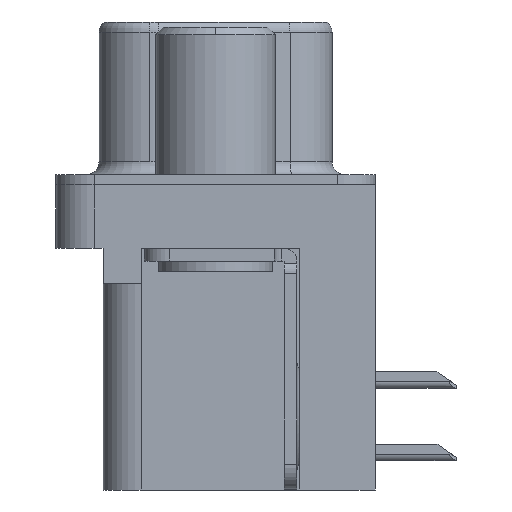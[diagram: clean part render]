
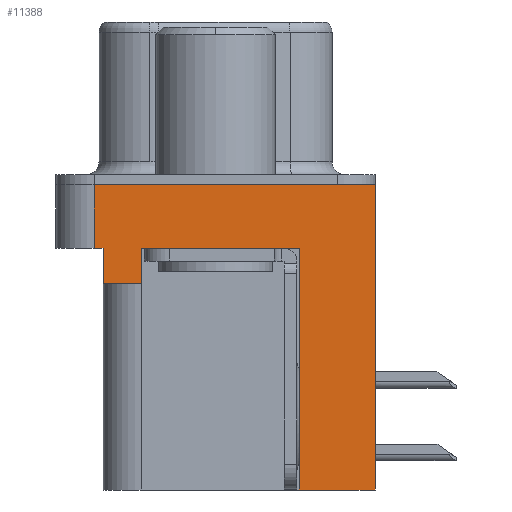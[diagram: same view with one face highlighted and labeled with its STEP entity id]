
A CAD part, left-side view. The second image highlights one B-rep face of the part: STEP entity #11388.
In plain terms, the highlighted planar face has unit normal (-1, 0, 0).
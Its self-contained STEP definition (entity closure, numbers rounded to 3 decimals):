
#24 = CARTESIAN_POINT ( 'NONE',  ( -2.935, 4.425, -2.5 ) ) ;
#304 = VECTOR ( 'NONE', #10493, 1000. ) ;
#432 = EDGE_CURVE ( 'NONE', #1802, #2987, #14131, .T. ) ;
#1233 = VERTEX_POINT ( 'NONE', #14698 ) ;
#1322 = DIRECTION ( 'NONE',  ( 0., 1., 0. ) ) ;
#1432 = VECTOR ( 'NONE', #18096, 1000. ) ;
#1684 = CARTESIAN_POINT ( 'NONE',  ( -2.935, 4.425, -3.9 ) ) ;
#1802 = VERTEX_POINT ( 'NONE', #19171 ) ;
#1972 = VECTOR ( 'NONE', #4536, 1000. ) ;
#2441 = VECTOR ( 'NONE', #11698, 1000. ) ;
#2563 = EDGE_LOOP ( 'NONE', ( #3287, #16957, #5940, #10441, #20583, #3607, #3125, #14447, #18192, #8133 ) ) ;
#2622 = CARTESIAN_POINT ( 'NONE',  ( -2.935, 4.775, -2.5 ) ) ;
#2773 = LINE ( 'NONE', #11214, #3775 ) ;
#2932 = PLANE ( 'NONE',  #7003 ) ;
#2987 = VERTEX_POINT ( 'NONE', #24 ) ;
#3125 = ORIENTED_EDGE ( 'NONE', *, *, #18721, .T. ) ;
#3287 = ORIENTED_EDGE ( 'NONE', *, *, #6810, .F. ) ;
#3329 = LINE ( 'NONE', #8260, #8941 ) ;
#3607 = ORIENTED_EDGE ( 'NONE', *, *, #8561, .T. ) ;
#3775 = VECTOR ( 'NONE', #1322, 1000. ) ;
#4494 = LINE ( 'NONE', #2622, #12395 ) ;
#4536 = DIRECTION ( 'NONE',  ( 0., 0., 1. ) ) ;
#4548 = CARTESIAN_POINT ( 'NONE',  ( -2.935, 2.895, -3.9 ) ) ;
#5186 = EDGE_CURVE ( 'NONE', #17286, #2987, #9369, .T. ) ;
#5255 = VERTEX_POINT ( 'NONE', #17881 ) ;
#5372 = CARTESIAN_POINT ( 'NONE',  ( -2.935, 4.425, -3.9 ) ) ;
#5501 = EDGE_CURVE ( 'NONE', #20036, #17286, #10095, .T. ) ;
#5748 = VERTEX_POINT ( 'NONE', #18850 ) ;
#5940 = ORIENTED_EDGE ( 'NONE', *, *, #432, .T. ) ;
#5967 = DIRECTION ( 'NONE',  ( 0., -1., 0. ) ) ;
#6810 = EDGE_CURVE ( 'NONE', #9121, #15063, #16596, .T. ) ;
#7003 = AXIS2_PLACEMENT_3D ( 'NONE', #20579, #14277, #14209 ) ;
#8133 = ORIENTED_EDGE ( 'NONE', *, *, #20725, .T. ) ;
#8260 = CARTESIAN_POINT ( 'NONE',  ( -2.935, -6.275, -2.5 ) ) ;
#8369 = CARTESIAN_POINT ( 'NONE',  ( -2.935, 4.775, 0. ) ) ;
#8561 = EDGE_CURVE ( 'NONE', #20036, #5255, #20029, .T. ) ;
#8740 = DIRECTION ( 'NONE',  ( 0., -1., 0. ) ) ;
#8772 = VECTOR ( 'NONE', #8740, 1000. ) ;
#8941 = VECTOR ( 'NONE', #9866, 1000. ) ;
#9121 = VERTEX_POINT ( 'NONE', #8369 ) ;
#9159 = CARTESIAN_POINT ( 'NONE',  ( -2.935, -6.275, -2.5 ) ) ;
#9369 = LINE ( 'NONE', #12584, #1972 ) ;
#9476 = LINE ( 'NONE', #11645, #304 ) ;
#9866 = DIRECTION ( 'NONE',  ( 0., 0., 1. ) ) ;
#9910 = CARTESIAN_POINT ( 'NONE',  ( -2.935, -6.275, -2.5 ) ) ;
#10095 = LINE ( 'NONE', #5372, #1432 ) ;
#10098 = VERTEX_POINT ( 'NONE', #17171 ) ;
#10441 = ORIENTED_EDGE ( 'NONE', *, *, #5186, .F. ) ;
#10493 = DIRECTION ( 'NONE',  ( 0., 0., 1. ) ) ;
#10878 = EDGE_CURVE ( 'NONE', #5748, #10098, #2773, .T. ) ;
#11187 = CARTESIAN_POINT ( 'NONE',  ( -2.935, 2.895, -3.9 ) ) ;
#11214 = CARTESIAN_POINT ( 'NONE',  ( -2.935, -3.295, -12. ) ) ;
#11388 = ADVANCED_FACE ( 'NONE', ( #19419 ), #2932, .T. ) ;
#11645 = CARTESIAN_POINT ( 'NONE',  ( -2.935, -3.295, -12. ) ) ;
#11698 = DIRECTION ( 'NONE',  ( 0., -1., 0. ) ) ;
#12395 = VECTOR ( 'NONE', #15810, 1000. ) ;
#12584 = CARTESIAN_POINT ( 'NONE',  ( -2.935, 4.425, -3.9 ) ) ;
#13280 = VECTOR ( 'NONE', #19223, 1000. ) ;
#14131 = LINE ( 'NONE', #9159, #16119 ) ;
#14209 = DIRECTION ( 'NONE',  ( 0., 0., 1. ) ) ;
#14277 = DIRECTION ( 'NONE',  ( -1., 0., 0. ) ) ;
#14447 = ORIENTED_EDGE ( 'NONE', *, *, #14777, .F. ) ;
#14698 = CARTESIAN_POINT ( 'NONE',  ( -2.935, -3.295, -2.5 ) ) ;
#14777 = EDGE_CURVE ( 'NONE', #10098, #1233, #9476, .T. ) ;
#15063 = VERTEX_POINT ( 'NONE', #20917 ) ;
#15170 = CARTESIAN_POINT ( 'NONE',  ( -2.935, -6.275, 0. ) ) ;
#15810 = DIRECTION ( 'NONE',  ( 0., 0., 1. ) ) ;
#16119 = VECTOR ( 'NONE', #5967, 1000. ) ;
#16596 = LINE ( 'NONE', #15170, #8772 ) ;
#16957 = ORIENTED_EDGE ( 'NONE', *, *, #18199, .F. ) ;
#17139 = LINE ( 'NONE', #9910, #2441 ) ;
#17171 = CARTESIAN_POINT ( 'NONE',  ( -2.935, -3.295, -12. ) ) ;
#17286 = VERTEX_POINT ( 'NONE', #1684 ) ;
#17881 = CARTESIAN_POINT ( 'NONE',  ( -2.935, 2.895, -2.5 ) ) ;
#18096 = DIRECTION ( 'NONE',  ( 0., 1., 0. ) ) ;
#18192 = ORIENTED_EDGE ( 'NONE', *, *, #10878, .F. ) ;
#18199 = EDGE_CURVE ( 'NONE', #1802, #9121, #4494, .T. ) ;
#18721 = EDGE_CURVE ( 'NONE', #5255, #1233, #17139, .T. ) ;
#18850 = CARTESIAN_POINT ( 'NONE',  ( -2.935, -6.275, -12. ) ) ;
#19171 = CARTESIAN_POINT ( 'NONE',  ( -2.935, 4.775, -2.5 ) ) ;
#19223 = DIRECTION ( 'NONE',  ( 0., 0., 1. ) ) ;
#19419 = FACE_OUTER_BOUND ( 'NONE', #2563, .T. ) ;
#20029 = LINE ( 'NONE', #4548, #13280 ) ;
#20036 = VERTEX_POINT ( 'NONE', #11187 ) ;
#20579 = CARTESIAN_POINT ( 'NONE',  ( -2.935, -6.275, -2.5 ) ) ;
#20583 = ORIENTED_EDGE ( 'NONE', *, *, #5501, .F. ) ;
#20725 = EDGE_CURVE ( 'NONE', #5748, #15063, #3329, .T. ) ;
#20917 = CARTESIAN_POINT ( 'NONE',  ( -2.935, -6.275, 0. ) ) ;
